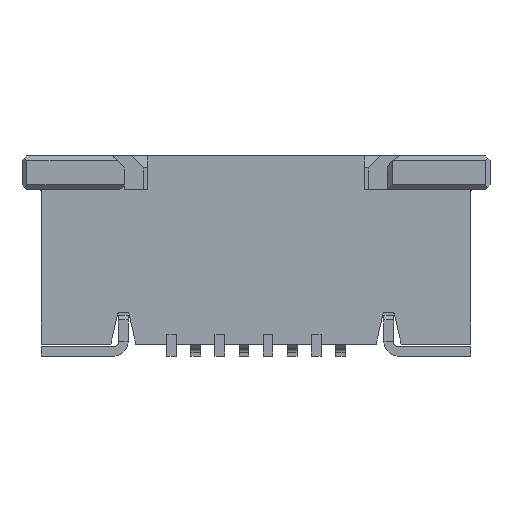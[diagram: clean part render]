
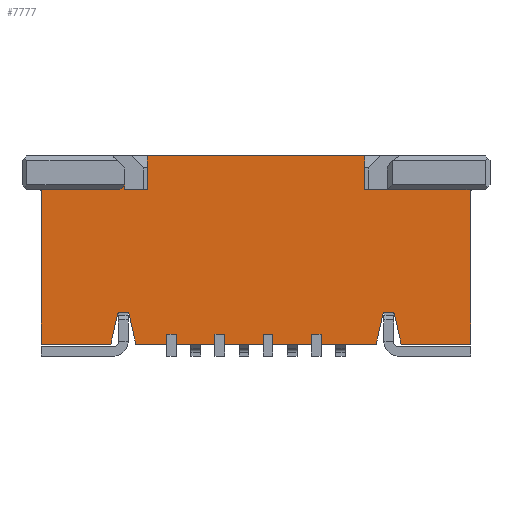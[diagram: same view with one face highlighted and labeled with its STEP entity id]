
A CAD part, front view. The second image highlights one B-rep face of the part: STEP entity #7777.
In plain terms, the highlighted planar face has unit normal (0, -1, 0).
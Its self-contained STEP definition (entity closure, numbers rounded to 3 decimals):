
#18=DIRECTION('',(0.,0.,-1.));
#19=VECTOR('',#18,3.2);
#20=CARTESIAN_POINT('',(-4.45,-1.25,0.));
#21=LINE('',#20,#19);
#314=DIRECTION('',(1.,0.,0.));
#315=VECTOR('',#314,0.22);
#316=CARTESIAN_POINT('',(2.64,-1.25,-2.55));
#317=LINE('',#316,#315);
#370=DIRECTION('',(1.,0.,0.));
#371=VECTOR('',#370,1.63);
#372=CARTESIAN_POINT('',(-4.45,-1.25,0.));
#373=LINE('',#372,#371);
#374=DIRECTION('',(1.,0.,0.));
#375=VECTOR('',#374,0.47);
#376=CARTESIAN_POINT('',(-2.72,-1.25,0.));
#377=LINE('',#376,#375);
#378=DIRECTION('',(0.,0.,-1.));
#379=VECTOR('',#378,0.7);
#380=CARTESIAN_POINT('',(-2.25,-1.25,0.7));
#381=LINE('',#380,#379);
#382=DIRECTION('',(-1.,0.,0.));
#383=VECTOR('',#382,4.5);
#384=CARTESIAN_POINT('',(2.25,-1.25,0.7));
#385=LINE('',#384,#383);
#386=DIRECTION('',(0.,0.,1.));
#387=VECTOR('',#386,0.7);
#388=CARTESIAN_POINT('',(2.25,-1.25,0.));
#389=LINE('',#388,#387);
#390=DIRECTION('',(1.,0.,0.));
#391=VECTOR('',#390,0.47);
#392=CARTESIAN_POINT('',(2.25,-1.25,0.));
#393=LINE('',#392,#391);
#394=DIRECTION('',(1.,0.,0.));
#395=VECTOR('',#394,1.73);
#396=CARTESIAN_POINT('',(2.72,-1.25,0.));
#397=LINE('',#396,#395);
#398=DIRECTION('',(0.225,0.,-0.974));
#399=VECTOR('',#398,0.667);
#400=CARTESIAN_POINT('',(2.86,-1.25,-2.55));
#401=LINE('',#400,#399);
#402=DIRECTION('',(0.225,0.,0.974));
#403=VECTOR('',#402,0.667);
#404=CARTESIAN_POINT('',(2.49,-1.25,-3.2));
#405=LINE('',#404,#403);
#406=DIRECTION('',(0.,0.,1.));
#407=VECTOR('',#406,0.2);
#408=CARTESIAN_POINT('',(1.35,-1.25,-3.2));
#409=LINE('',#408,#407);
#410=DIRECTION('',(1.,0.,0.));
#411=VECTOR('',#410,0.2);
#412=CARTESIAN_POINT('',(1.15,-1.25,-3.));
#413=LINE('',#412,#411);
#414=DIRECTION('',(0.,0.,1.));
#415=VECTOR('',#414,0.2);
#416=CARTESIAN_POINT('',(1.15,-1.25,-3.2));
#417=LINE('',#416,#415);
#418=DIRECTION('',(0.,0.,1.));
#419=VECTOR('',#418,0.2);
#420=CARTESIAN_POINT('',(0.35,-1.25,-3.2));
#421=LINE('',#420,#419);
#422=DIRECTION('',(1.,0.,0.));
#423=VECTOR('',#422,0.2);
#424=CARTESIAN_POINT('',(0.15,-1.25,-3.));
#425=LINE('',#424,#423);
#426=DIRECTION('',(0.,0.,1.));
#427=VECTOR('',#426,0.2);
#428=CARTESIAN_POINT('',(0.15,-1.25,-3.2));
#429=LINE('',#428,#427);
#430=DIRECTION('',(0.,0.,1.));
#431=VECTOR('',#430,0.2);
#432=CARTESIAN_POINT('',(-0.65,-1.25,-3.2));
#433=LINE('',#432,#431);
#434=DIRECTION('',(1.,0.,0.));
#435=VECTOR('',#434,0.2);
#436=CARTESIAN_POINT('',(-0.85,-1.25,-3.));
#437=LINE('',#436,#435);
#438=DIRECTION('',(0.,0.,1.));
#439=VECTOR('',#438,0.2);
#440=CARTESIAN_POINT('',(-0.85,-1.25,-3.2));
#441=LINE('',#440,#439);
#442=DIRECTION('',(0.,0.,1.));
#443=VECTOR('',#442,0.2);
#444=CARTESIAN_POINT('',(-1.65,-1.25,-3.2));
#445=LINE('',#444,#443);
#446=DIRECTION('',(1.,0.,0.));
#447=VECTOR('',#446,0.2);
#448=CARTESIAN_POINT('',(-1.85,-1.25,-3.));
#449=LINE('',#448,#447);
#450=DIRECTION('',(0.,0.,1.));
#451=VECTOR('',#450,0.2);
#452=CARTESIAN_POINT('',(-1.85,-1.25,-3.2));
#453=LINE('',#452,#451);
#454=DIRECTION('',(0.225,0.,-0.974));
#455=VECTOR('',#454,0.667);
#456=CARTESIAN_POINT('',(-2.64,-1.25,-2.55));
#457=LINE('',#456,#455);
#458=DIRECTION('',(0.225,0.,0.974));
#459=VECTOR('',#458,0.667);
#460=CARTESIAN_POINT('',(-3.01,-1.25,-3.2));
#461=LINE('',#460,#459);
#938=DIRECTION('',(1.,0.,0.));
#939=VECTOR('',#938,0.22);
#940=CARTESIAN_POINT('',(-2.86,-1.25,-2.55));
#941=LINE('',#940,#939);
#970=DIRECTION('',(1.,0.,0.));
#971=VECTOR('',#970,1.44);
#972=CARTESIAN_POINT('',(3.01,-1.25,-3.2));
#973=LINE('',#972,#971);
#1002=DIRECTION('',(1.,0.,0.));
#1003=VECTOR('',#1002,1.44);
#1004=CARTESIAN_POINT('',(-4.45,-1.25,-3.2));
#1005=LINE('',#1004,#1003);
#1122=DIRECTION('',(1.,0.,0.));
#1123=VECTOR('',#1122,0.64);
#1124=CARTESIAN_POINT('',(-2.49,-1.25,-3.2));
#1125=LINE('',#1124,#1123);
#1138=DIRECTION('',(1.,0.,0.));
#1139=VECTOR('',#1138,0.8);
#1140=CARTESIAN_POINT('',(-1.65,-1.25,-3.2));
#1141=LINE('',#1140,#1139);
#1154=DIRECTION('',(1.,0.,0.));
#1155=VECTOR('',#1154,0.8);
#1156=CARTESIAN_POINT('',(-0.65,-1.25,-3.2));
#1157=LINE('',#1156,#1155);
#1170=DIRECTION('',(1.,0.,0.));
#1171=VECTOR('',#1170,0.8);
#1172=CARTESIAN_POINT('',(0.35,-1.25,-3.2));
#1173=LINE('',#1172,#1171);
#1186=DIRECTION('',(1.,0.,0.));
#1187=VECTOR('',#1186,1.14);
#1188=CARTESIAN_POINT('',(1.35,-1.25,-3.2));
#1189=LINE('',#1188,#1187);
#1214=DIRECTION('',(0.,0.,-1.));
#1215=VECTOR('',#1214,3.2);
#1216=CARTESIAN_POINT('',(4.45,-1.25,0.));
#1217=LINE('',#1216,#1215);
#1500=DIRECTION('',(0.,0.,-1.));
#1501=VECTOR('',#1500,0.1);
#1502=CARTESIAN_POINT('',(-2.72,-1.25,0.1));
#1503=LINE('',#1502,#1501);
#1508=DIRECTION('',(-0.707,0.,-0.707));
#1509=VECTOR('',#1508,0.141);
#1510=CARTESIAN_POINT('',(-2.72,-1.25,0.1));
#1511=LINE('',#1510,#1509);
#5578=CARTESIAN_POINT('',(4.45,-1.25,-3.2));
#5580=VERTEX_POINT('',#5578);
#5604=CARTESIAN_POINT('',(-4.45,-1.25,-3.2));
#5605=VERTEX_POINT('',#5604);
#5688=CARTESIAN_POINT('',(2.25,-1.25,0.7));
#5689=CARTESIAN_POINT('',(-2.25,-1.25,0.7));
#5690=VERTEX_POINT('',#5688);
#5691=VERTEX_POINT('',#5689);
#5692=CARTESIAN_POINT('',(2.25,-1.25,0.));
#5693=VERTEX_POINT('',#5692);
#5694=CARTESIAN_POINT('',(-2.25,-1.25,0.));
#5695=VERTEX_POINT('',#5694);
#5696=CARTESIAN_POINT('',(2.49,-1.25,-3.2));
#5697=CARTESIAN_POINT('',(2.64,-1.25,-2.55));
#5698=VERTEX_POINT('',#5696);
#5699=VERTEX_POINT('',#5697);
#5700=CARTESIAN_POINT('',(2.86,-1.25,-2.55));
#5701=CARTESIAN_POINT('',(3.01,-1.25,-3.2));
#5702=VERTEX_POINT('',#5700);
#5703=VERTEX_POINT('',#5701);
#5704=CARTESIAN_POINT('',(-3.01,-1.25,-3.2));
#5705=CARTESIAN_POINT('',(-2.86,-1.25,-2.55));
#5706=VERTEX_POINT('',#5704);
#5707=VERTEX_POINT('',#5705);
#5708=CARTESIAN_POINT('',(-2.64,-1.25,-2.55));
#5709=CARTESIAN_POINT('',(-2.49,-1.25,-3.2));
#5710=VERTEX_POINT('',#5708);
#5711=VERTEX_POINT('',#5709);
#6544=CARTESIAN_POINT('',(-1.85,-1.25,-3.2));
#6545=CARTESIAN_POINT('',(-1.85,-1.25,-3.));
#6546=VERTEX_POINT('',#6544);
#6547=VERTEX_POINT('',#6545);
#6548=CARTESIAN_POINT('',(-1.65,-1.25,-3.2));
#6549=CARTESIAN_POINT('',(-1.65,-1.25,-3.));
#6550=VERTEX_POINT('',#6548);
#6551=VERTEX_POINT('',#6549);
#6600=CARTESIAN_POINT('',(-0.85,-1.25,-3.2));
#6601=CARTESIAN_POINT('',(-0.85,-1.25,-3.));
#6602=VERTEX_POINT('',#6600);
#6603=VERTEX_POINT('',#6601);
#6604=CARTESIAN_POINT('',(-0.65,-1.25,-3.2));
#6605=CARTESIAN_POINT('',(-0.65,-1.25,-3.));
#6606=VERTEX_POINT('',#6604);
#6607=VERTEX_POINT('',#6605);
#6644=CARTESIAN_POINT('',(0.15,-1.25,-3.2));
#6645=CARTESIAN_POINT('',(0.15,-1.25,-3.));
#6646=VERTEX_POINT('',#6644);
#6647=VERTEX_POINT('',#6645);
#6648=CARTESIAN_POINT('',(0.35,-1.25,-3.2));
#6649=CARTESIAN_POINT('',(0.35,-1.25,-3.));
#6650=VERTEX_POINT('',#6648);
#6651=VERTEX_POINT('',#6649);
#6758=CARTESIAN_POINT('',(-2.82,-1.25,0.));
#6760=VERTEX_POINT('',#6758);
#6762=CARTESIAN_POINT('',(-2.72,-1.25,0.1));
#6764=VERTEX_POINT('',#6762);
#6968=CARTESIAN_POINT('',(-4.45,-1.25,0.));
#6970=VERTEX_POINT('',#6968);
#6976=CARTESIAN_POINT('',(4.45,-1.25,0.));
#6978=VERTEX_POINT('',#6976);
#6984=CARTESIAN_POINT('',(2.72,-1.25,0.));
#6986=VERTEX_POINT('',#6984);
#7022=CARTESIAN_POINT('',(-2.72,-1.25,0.));
#7023=VERTEX_POINT('',#7022);
#7092=CARTESIAN_POINT('',(1.15,-1.25,-3.2));
#7093=CARTESIAN_POINT('',(1.15,-1.25,-3.));
#7094=VERTEX_POINT('',#7092);
#7095=VERTEX_POINT('',#7093);
#7096=CARTESIAN_POINT('',(1.35,-1.25,-3.2));
#7097=CARTESIAN_POINT('',(1.35,-1.25,-3.));
#7098=VERTEX_POINT('',#7096);
#7099=VERTEX_POINT('',#7097);
#7702=CARTESIAN_POINT('',(-4.45,-1.25,0.));
#7703=DIRECTION('',(0.,-1.,0.));
#7704=DIRECTION('',(0.,0.,-1.));
#7705=AXIS2_PLACEMENT_3D('',#7702,#7703,#7704);
#7706=PLANE('',#7705);
#7707=ORIENTED_EDGE('',*,*,#7374,.T.);
#7709=ORIENTED_EDGE('',*,*,#7708,.F.);
#7711=ORIENTED_EDGE('',*,*,#7710,.T.);
#7713=ORIENTED_EDGE('',*,*,#7712,.T.);
#7715=ORIENTED_EDGE('',*,*,#7714,.F.);
#7717=ORIENTED_EDGE('',*,*,#7716,.F.);
#7719=ORIENTED_EDGE('',*,*,#7718,.F.);
#7721=ORIENTED_EDGE('',*,*,#7720,.T.);
#7722=ORIENTED_EDGE('',*,*,#7421,.T.);
#7724=ORIENTED_EDGE('',*,*,#7723,.T.);
#7726=ORIENTED_EDGE('',*,*,#7725,.F.);
#7728=ORIENTED_EDGE('',*,*,#7727,.F.);
#7729=ORIENTED_EDGE('',*,*,#7653,.F.);
#7731=ORIENTED_EDGE('',*,*,#7730,.F.);
#7733=ORIENTED_EDGE('',*,*,#7732,.F.);
#7735=ORIENTED_EDGE('',*,*,#7734,.T.);
#7737=ORIENTED_EDGE('',*,*,#7736,.F.);
#7739=ORIENTED_EDGE('',*,*,#7738,.F.);
#7741=ORIENTED_EDGE('',*,*,#7740,.F.);
#7743=ORIENTED_EDGE('',*,*,#7742,.T.);
#7745=ORIENTED_EDGE('',*,*,#7744,.F.);
#7747=ORIENTED_EDGE('',*,*,#7746,.F.);
#7749=ORIENTED_EDGE('',*,*,#7748,.F.);
#7751=ORIENTED_EDGE('',*,*,#7750,.T.);
#7753=ORIENTED_EDGE('',*,*,#7752,.F.);
#7755=ORIENTED_EDGE('',*,*,#7754,.F.);
#7757=ORIENTED_EDGE('',*,*,#7756,.F.);
#7759=ORIENTED_EDGE('',*,*,#7758,.T.);
#7761=ORIENTED_EDGE('',*,*,#7760,.F.);
#7763=ORIENTED_EDGE('',*,*,#7762,.F.);
#7765=ORIENTED_EDGE('',*,*,#7764,.F.);
#7767=ORIENTED_EDGE('',*,*,#7766,.F.);
#7769=ORIENTED_EDGE('',*,*,#7768,.F.);
#7771=ORIENTED_EDGE('',*,*,#7770,.F.);
#7773=ORIENTED_EDGE('',*,*,#7772,.F.);
#7774=ORIENTED_EDGE('',*,*,#7332,.F.);
#7775=EDGE_LOOP('',(#7707,#7709,#7711,#7713,#7715,#7717,#7719,#7721,#7722,#7724,
#7726,#7728,#7729,#7731,#7733,#7735,#7737,#7739,#7741,#7743,#7745,#7747,#7749,
#7751,#7753,#7755,#7757,#7759,#7761,#7763,#7765,#7767,#7769,#7771,#7773,#7774));
#7776=FACE_OUTER_BOUND('',#7775,.F.);
#7332=EDGE_CURVE('',#6970,#5605,#21,.T.);
#7374=EDGE_CURVE('',#6970,#6760,#373,.T.);
#7421=EDGE_CURVE('',#6986,#6978,#397,.T.);
#7653=EDGE_CURVE('',#5699,#5702,#317,.T.);
#7708=EDGE_CURVE('',#6764,#6760,#1511,.T.);
#7710=EDGE_CURVE('',#6764,#7023,#1503,.T.);
#7712=EDGE_CURVE('',#7023,#5695,#377,.T.);
#7714=EDGE_CURVE('',#5691,#5695,#381,.T.);
#7716=EDGE_CURVE('',#5690,#5691,#385,.T.);
#7718=EDGE_CURVE('',#5693,#5690,#389,.T.);
#7720=EDGE_CURVE('',#5693,#6986,#393,.T.);
#7723=EDGE_CURVE('',#6978,#5580,#1217,.T.);
#7725=EDGE_CURVE('',#5703,#5580,#973,.T.);
#7727=EDGE_CURVE('',#5702,#5703,#401,.T.);
#7730=EDGE_CURVE('',#5698,#5699,#405,.T.);
#7732=EDGE_CURVE('',#7098,#5698,#1189,.T.);
#7734=EDGE_CURVE('',#7098,#7099,#409,.T.);
#7736=EDGE_CURVE('',#7095,#7099,#413,.T.);
#7738=EDGE_CURVE('',#7094,#7095,#417,.T.);
#7740=EDGE_CURVE('',#6650,#7094,#1173,.T.);
#7742=EDGE_CURVE('',#6650,#6651,#421,.T.);
#7744=EDGE_CURVE('',#6647,#6651,#425,.T.);
#7746=EDGE_CURVE('',#6646,#6647,#429,.T.);
#7748=EDGE_CURVE('',#6606,#6646,#1157,.T.);
#7750=EDGE_CURVE('',#6606,#6607,#433,.T.);
#7752=EDGE_CURVE('',#6603,#6607,#437,.T.);
#7754=EDGE_CURVE('',#6602,#6603,#441,.T.);
#7756=EDGE_CURVE('',#6550,#6602,#1141,.T.);
#7758=EDGE_CURVE('',#6550,#6551,#445,.T.);
#7760=EDGE_CURVE('',#6547,#6551,#449,.T.);
#7762=EDGE_CURVE('',#6546,#6547,#453,.T.);
#7764=EDGE_CURVE('',#5711,#6546,#1125,.T.);
#7766=EDGE_CURVE('',#5710,#5711,#457,.T.);
#7768=EDGE_CURVE('',#5707,#5710,#941,.T.);
#7770=EDGE_CURVE('',#5706,#5707,#461,.T.);
#7772=EDGE_CURVE('',#5605,#5706,#1005,.T.);
#7777=ADVANCED_FACE('',(#7776),#7706,.T.);
